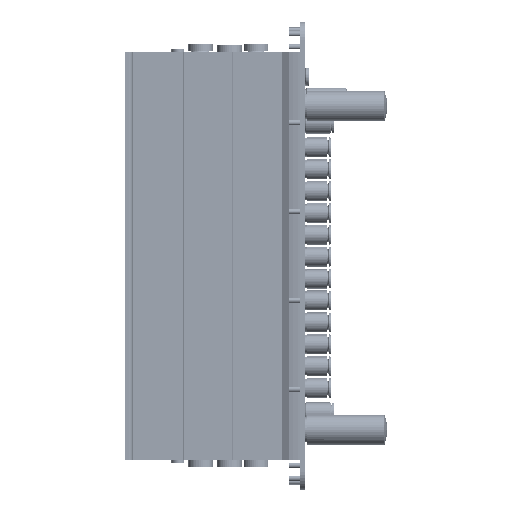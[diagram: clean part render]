
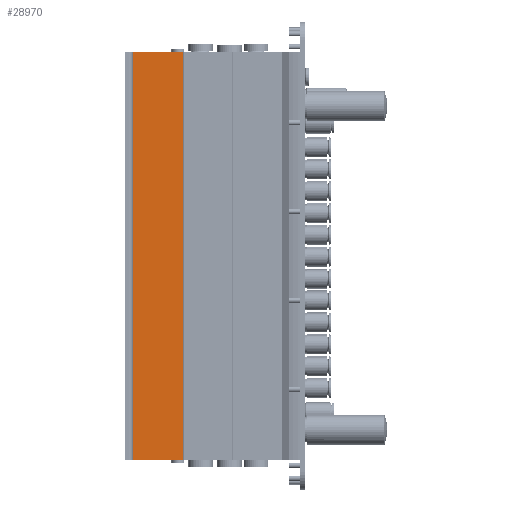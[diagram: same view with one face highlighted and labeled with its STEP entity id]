
A CAD part, front view. The second image highlights one B-rep face of the part: STEP entity #28970.
In plain terms, the highlighted planar face has unit normal (0, -1, 0).
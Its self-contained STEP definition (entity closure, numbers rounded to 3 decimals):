
#4859=FACE_OUTER_BOUND('',#7135,.T.);
#7135=EDGE_LOOP('',(#22199,#22200,#22201,#22202));
#9156=LINE('',#43833,#11233);
#9244=LINE('',#44173,#11321);
#9385=LINE('',#46028,#11462);
#9386=LINE('',#46030,#11463);
#11233=VECTOR('',#34671,10.);
#11321=VECTOR('',#34983,10.);
#11462=VECTOR('',#36946,10.);
#11463=VECTOR('',#36949,10.);
#13301=VERTEX_POINT('',#43830);
#13302=VERTEX_POINT('',#43832);
#13441=VERTEX_POINT('',#44170);
#13442=VERTEX_POINT('',#44172);
#16293=EDGE_CURVE('',#13302,#13301,#9156,.T.);
#16462=EDGE_CURVE('',#13442,#13441,#9244,.T.);
#17067=EDGE_CURVE('',#13441,#13302,#9385,.T.);
#17068=EDGE_CURVE('',#13442,#13301,#9386,.T.);
#22199=ORIENTED_EDGE('',*,*,#16293,.T.);
#22200=ORIENTED_EDGE('',*,*,#17068,.F.);
#22201=ORIENTED_EDGE('',*,*,#16462,.T.);
#22202=ORIENTED_EDGE('',*,*,#17067,.T.);
#27649=PLANE('',#31530);
#28970=ADVANCED_FACE('',(#4859),#27649,.T.);
#31530=AXIS2_PLACEMENT_3D('',#46029,#36947,#36948);
#34671=DIRECTION('',(-1.,0.,0.));
#34983=DIRECTION('',(1.,0.,0.));
#36946=DIRECTION('',(0.,0.,1.));
#36947=DIRECTION('center_axis',(0.,-1.,0.));
#36948=DIRECTION('ref_axis',(0.,0.,-1.));
#36949=DIRECTION('',(0.,0.,1.));
#43830=CARTESIAN_POINT('',(87.5,-33.8,298.));
#43832=CARTESIAN_POINT('',(124.,-33.8,298.));
#43833=CARTESIAN_POINT('',(87.5,-33.8,298.));
#44170=CARTESIAN_POINT('',(124.,-33.8,0.));
#44172=CARTESIAN_POINT('',(87.5,-33.8,0.));
#44173=CARTESIAN_POINT('',(87.5,-33.8,0.));
#46028=CARTESIAN_POINT('',(124.,-33.8,0.));
#46029=CARTESIAN_POINT('Origin',(124.,-33.8,0.));
#46030=CARTESIAN_POINT('',(87.5,-33.8,0.));
